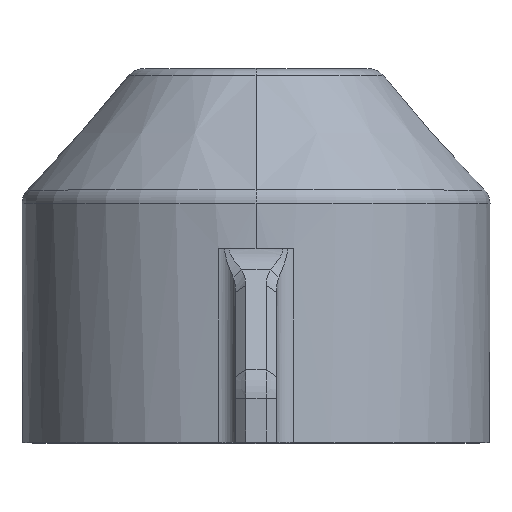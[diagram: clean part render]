
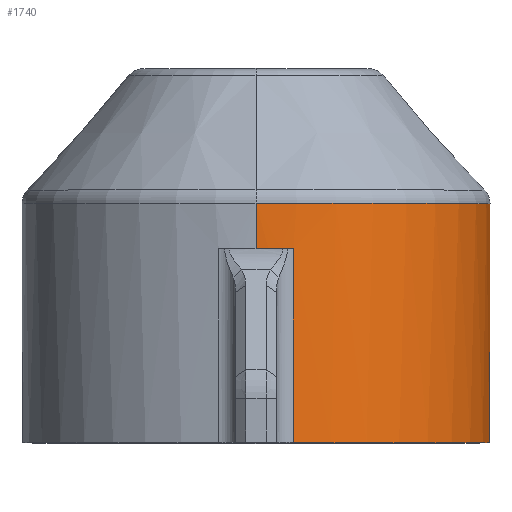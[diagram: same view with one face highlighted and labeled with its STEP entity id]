
A CAD part, top view. The second image highlights one B-rep face of the part: STEP entity #1740.
In plain terms, the highlighted cylindrical face has radius 23.1 mm (diameter 46.2 mm), a partial arc.
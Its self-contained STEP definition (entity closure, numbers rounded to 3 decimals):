
#211 = CARTESIAN_POINT ( 'NONE',  ( 0., -6.674, 0. ) ) ;
#256 = CARTESIAN_POINT ( 'NONE',  ( 0., 23.617, 0. ) ) ;
#287 = CARTESIAN_POINT ( 'NONE',  ( 0., -6.674, 23.1 ) ) ;
#341 = EDGE_CURVE ( 'NONE', #4828, #7134, #6986, .T. ) ;
#543 = CARTESIAN_POINT ( 'NONE',  ( 0., 19.128, 23.1 ) ) ;
#801 = DIRECTION ( 'NONE',  ( 0., 0., -1. ) ) ;
#878 = AXIS2_PLACEMENT_3D ( 'NONE', #6306, #6573, #801 ) ;
#1089 = DIRECTION ( 'NONE',  ( 0., -1., 0. ) ) ;
#1097 = ORIENTED_EDGE ( 'NONE', *, *, #6012, .F. ) ;
#1165 = CARTESIAN_POINT ( 'NONE',  ( 3.681, 19.128, -22.805 ) ) ;
#1436 = AXIS2_PLACEMENT_3D ( 'NONE', #211, #4940, #5761 ) ;
#1620 = CARTESIAN_POINT ( 'NONE',  ( 0., -6.674, -23.1 ) ) ;
#1701 = CARTESIAN_POINT ( 'NONE',  ( 0., 23.617, 23.1 ) ) ;
#1740 = ADVANCED_FACE ( 'NONE', ( #5833 ), #6844, .T. ) ;
#1840 = DIRECTION ( 'NONE',  ( 0., 1., 0. ) ) ;
#1889 = DIRECTION ( 'NONE',  ( 0., -1., 0. ) ) ;
#1924 = EDGE_LOOP ( 'NONE', ( #6915, #4799, #6586, #7350, #3124, #6679, #4012, #1097 ) ) ;
#1960 = VERTEX_POINT ( 'NONE', #5716 ) ;
#2060 = AXIS2_PLACEMENT_3D ( 'NONE', #4247, #7336, #7486 ) ;
#2061 = EDGE_CURVE ( 'NONE', #1960, #7985, #5063, .T. ) ;
#2456 = CARTESIAN_POINT ( 'NONE',  ( 3.681, -6.674, 22.805 ) ) ;
#2677 = VECTOR ( 'NONE', #7153, 1000. ) ;
#2868 = CIRCLE ( 'NONE', #5519, 23.1 ) ;
#3036 = LINE ( 'NONE', #1620, #2677 ) ;
#3124 = ORIENTED_EDGE ( 'NONE', *, *, #5942, .F. ) ;
#3330 = VECTOR ( 'NONE', #1840, 1000. ) ;
#3520 = AXIS2_PLACEMENT_3D ( 'NONE', #256, #1089, #9016 ) ;
#4012 = ORIENTED_EDGE ( 'NONE', *, *, #8069, .T. ) ;
#4247 = CARTESIAN_POINT ( 'NONE',  ( 0., 19.128, 0. ) ) ;
#4308 = LINE ( 'NONE', #2456, #8784 ) ;
#4331 = VERTEX_POINT ( 'NONE', #543 ) ;
#4515 = EDGE_CURVE ( 'NONE', #5911, #5973, #4308, .T. ) ;
#4731 = EDGE_CURVE ( 'NONE', #7985, #4331, #6195, .T. ) ;
#4799 = ORIENTED_EDGE ( 'NONE', *, *, #4731, .T. ) ;
#4828 = VERTEX_POINT ( 'NONE', #9412 ) ;
#4940 = DIRECTION ( 'NONE',  ( 0., -1., 0. ) ) ;
#5063 = CIRCLE ( 'NONE', #3520, 23.1 ) ;
#5194 = CARTESIAN_POINT ( 'NONE',  ( 0., 19.128, 0. ) ) ;
#5392 = CIRCLE ( 'NONE', #2060, 23.1 ) ;
#5519 = AXIS2_PLACEMENT_3D ( 'NONE', #5194, #6926, #10071 ) ;
#5716 = CARTESIAN_POINT ( 'NONE',  ( 0., 23.617, -23.1 ) ) ;
#5749 = CARTESIAN_POINT ( 'NONE',  ( 3.681, -6.674, -22.805 ) ) ;
#5761 = DIRECTION ( 'NONE',  ( 0., 0., -1. ) ) ;
#5833 = FACE_OUTER_BOUND ( 'NONE', #1924, .T. ) ;
#5911 = VERTEX_POINT ( 'NONE', #8718 ) ;
#5942 = EDGE_CURVE ( 'NONE', #4828, #5973, #7579, .T. ) ;
#5973 = VERTEX_POINT ( 'NONE', #8949 ) ;
#6012 = EDGE_CURVE ( 'NONE', #1960, #8494, #3036, .T. ) ;
#6195 = LINE ( 'NONE', #287, #6945 ) ;
#6306 = CARTESIAN_POINT ( 'NONE',  ( 0., 0., 0. ) ) ;
#6573 = DIRECTION ( 'NONE',  ( 0., -1., 0. ) ) ;
#6586 = ORIENTED_EDGE ( 'NONE', *, *, #10034, .F. ) ;
#6679 = ORIENTED_EDGE ( 'NONE', *, *, #341, .T. ) ;
#6844 = CYLINDRICAL_SURFACE ( 'NONE', #1436, 23.1 ) ;
#6915 = ORIENTED_EDGE ( 'NONE', *, *, #2061, .T. ) ;
#6926 = DIRECTION ( 'NONE',  ( 0., -1., 0. ) ) ;
#6945 = VECTOR ( 'NONE', #1889, 1000. ) ;
#6986 = LINE ( 'NONE', #5749, #3330 ) ;
#7134 = VERTEX_POINT ( 'NONE', #1165 ) ;
#7153 = DIRECTION ( 'NONE',  ( 0., -1., 0. ) ) ;
#7336 = DIRECTION ( 'NONE',  ( 0., 1., 0. ) ) ;
#7350 = ORIENTED_EDGE ( 'NONE', *, *, #4515, .T. ) ;
#7486 = DIRECTION ( 'NONE',  ( 0., 0., 1. ) ) ;
#7579 = CIRCLE ( 'NONE', #878, 23.1 ) ;
#7985 = VERTEX_POINT ( 'NONE', #1701 ) ;
#8069 = EDGE_CURVE ( 'NONE', #7134, #8494, #5392, .T. ) ;
#8204 = CARTESIAN_POINT ( 'NONE',  ( 0., 19.128, -23.1 ) ) ;
#8413 = DIRECTION ( 'NONE',  ( 0., -1., 0. ) ) ;
#8494 = VERTEX_POINT ( 'NONE', #8204 ) ;
#8718 = CARTESIAN_POINT ( 'NONE',  ( 3.681, 19.128, 22.805 ) ) ;
#8784 = VECTOR ( 'NONE', #8413, 1000. ) ;
#8949 = CARTESIAN_POINT ( 'NONE',  ( 3.681, 0., 22.805 ) ) ;
#9016 = DIRECTION ( 'NONE',  ( 0., 0., 1. ) ) ;
#9412 = CARTESIAN_POINT ( 'NONE',  ( 3.681, 0., -22.805 ) ) ;
#10034 = EDGE_CURVE ( 'NONE', #5911, #4331, #2868, .T. ) ;
#10071 = DIRECTION ( 'NONE',  ( 0., 0., -1. ) ) ;
